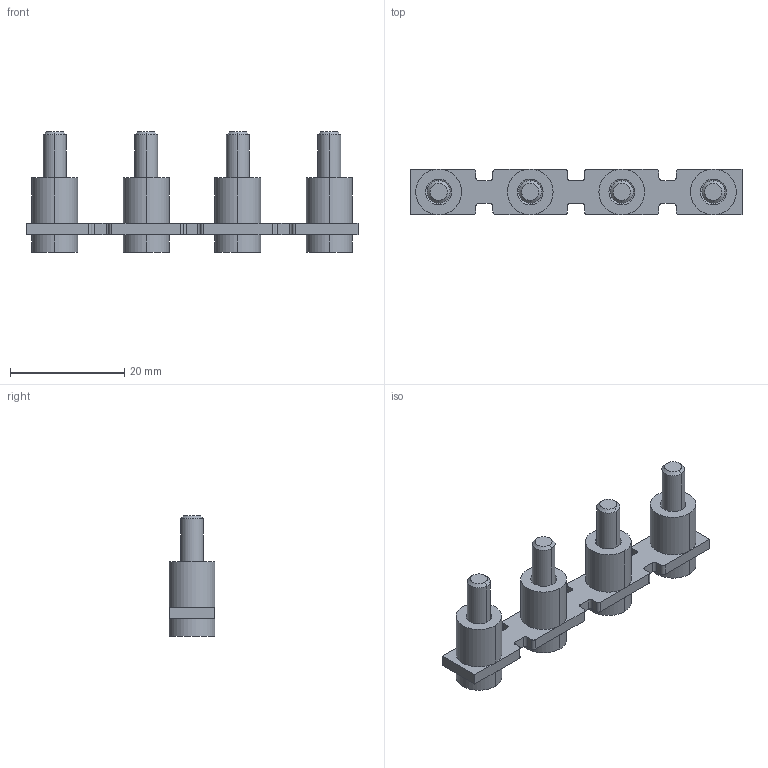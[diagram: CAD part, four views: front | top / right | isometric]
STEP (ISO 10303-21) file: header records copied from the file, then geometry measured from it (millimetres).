
FILE_DESCRIPTION (( 'STEP AP214' ), '1' );
FILE_NAME ('474174 UK 35-4.STP', '2013-11-14T14:26:25', ( 'arge' ), ( 'Microsoft' ), 'SwSTEP 2.0', 'SolidWorks 2013', '' );
FILE_SCHEMA (( 'AUTOMOTIVE_DESIGN' ));
Length unit declared in the file: millimetre
Products named in the file (5): 474174 UK 35-4; M43903; M43905; M43906; M43907
Assembly tree (13 placements, depth 2):
  474174 UK 35-4
    M43903
    M43905  x4
    M43906  x4
    M43907  x4
Bounding box: 58 x 8 x 21 mm (x, y, z)
Volume: 3148.8 mm3; surface area: 4738.9 mm2
Topology: 13 solids, 13 shells, 266 faces, 604 edges, 372 vertices
Faces by surface type: cylinder 88, plane 78, torus 52, cone 48
Entity records: 3970 total; most frequent: DIRECTION 668, CARTESIAN_POINT 642, ORIENTED_EDGE 572, EDGE_CURVE 286, AXIS2_PLACEMENT_3D 261, VERTEX_POINT 183, VECTOR 146, LINE 146
